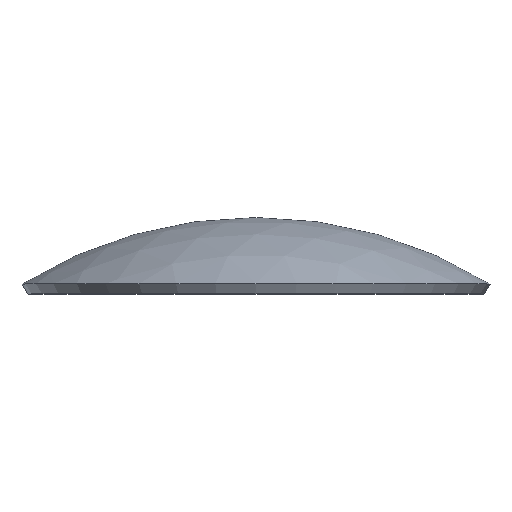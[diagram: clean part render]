
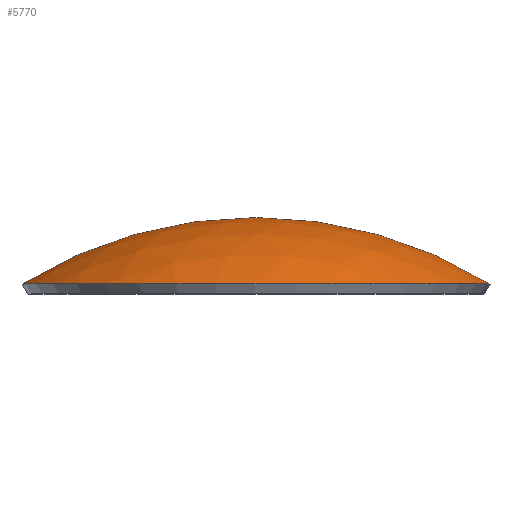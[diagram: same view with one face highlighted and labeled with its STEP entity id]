
A CAD part, top view. The second image highlights one B-rep face of the part: STEP entity #5770.
In plain terms, the highlighted spherical face has radius 151.139 mm.
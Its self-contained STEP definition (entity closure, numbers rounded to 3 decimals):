
#73 = EDGE_CURVE ( 'NONE', #8307, #8307, #8139, .T. ) ;
#186 = DIRECTION ( 'NONE',  ( 0., 0., 1. ) ) ;
#2869 = CARTESIAN_POINT ( 'NONE',  ( 0., -125.14, 0. ) ) ;
#4342 = FACE_OUTER_BOUND ( 'NONE', #11151, .T. ) ;
#4587 = AXIS2_PLACEMENT_3D ( 'NONE', #9772, #11724, #10699 ) ;
#5639 = DIRECTION ( 'NONE',  ( 1., 0., 0. ) ) ;
#5770 = ADVANCED_FACE ( 'NONE', ( #4342 ), #7417, .T. ) ;
#7417 = SPHERICAL_SURFACE ( 'NONE', #9591, 151.14 ) ;
#8139 = CIRCLE ( 'NONE', #4587, 79.5 ) ;
#8307 = VERTEX_POINT ( 'NONE', #11364 ) ;
#9153 = ORIENTED_EDGE ( 'NONE', *, *, #73, .F. ) ;
#9591 = AXIS2_PLACEMENT_3D ( 'NONE', #2869, #186, #5639 ) ;
#9772 = CARTESIAN_POINT ( 'NONE',  ( 0., 3.402, 0. ) ) ;
#10699 = DIRECTION ( 'NONE',  ( 1., 0., 0. ) ) ;
#11151 = EDGE_LOOP ( 'NONE', ( #9153 ) ) ;
#11364 = CARTESIAN_POINT ( 'NONE',  ( 79.5, 3.402, 0. ) ) ;
#11724 = DIRECTION ( 'NONE',  ( 0., -1., 0. ) ) ;
